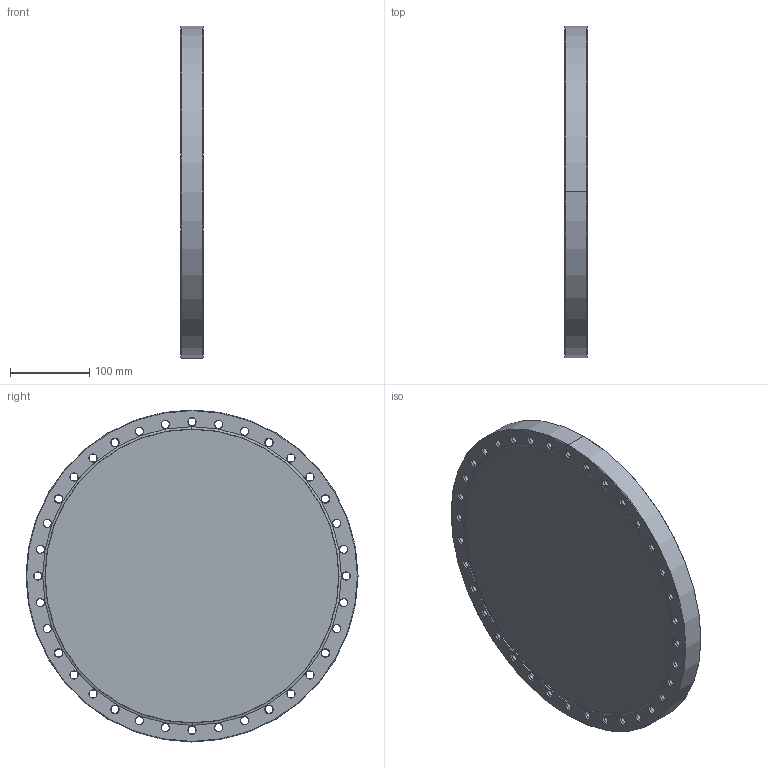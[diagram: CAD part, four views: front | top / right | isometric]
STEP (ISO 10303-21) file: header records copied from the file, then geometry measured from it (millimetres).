
FILE_DESCRIPTION (( 'STEP AP214' ), '1' );
FILE_NAME ('110039.STEP', '2024-02-06T14:48:42', ( '' ), ( '' ), 'SwSTEP 2.0', 'SolidWorks 2022', '' );
FILE_SCHEMA (( 'AUTOMOTIVE_DESIGN' ));
Length unit declared in the file: inch
Products named in the file (1): 110039
Bounding box: 28.45 x 419.1 x 419.1 mm (x, y, z)
Volume: 3619334.7 mm3; surface area: 341558.3 mm2
Topology: 1 solids, 1 shells, 237 faces, 544 edges, 310 vertices
Faces by surface type: cone 150, cylinder 78, torus 6, plane 3
Entity records: 6834 total; most frequent: DIRECTION 1336, CARTESIAN_POINT 1092, ORIENTED_EDGE 1088, AXIS2_PLACEMENT_3D 554, EDGE_CURVE 544, CIRCLE 316, EDGE_LOOP 310, VERTEX_POINT 310
